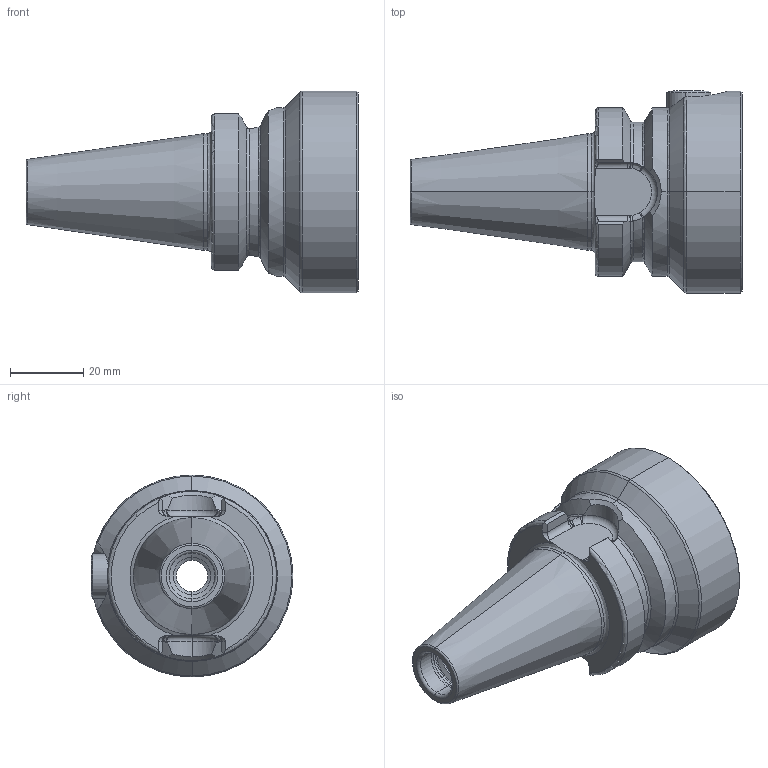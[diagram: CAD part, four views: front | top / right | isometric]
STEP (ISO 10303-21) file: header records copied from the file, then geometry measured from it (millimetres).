
FILE_DESCRIPTION (( 'STEP AP203' ), '1' );
FILE_NAME ('102.312.551.STEP', '2018-03-12T07:48:22', ( 'SWIAdmin' ), ( 'Hewlett-Packard Company' ), 'SwSTEP 2.0', 'SolidWorks 2017', '' );
FILE_SCHEMA (( 'CONFIG_CONTROL_DESIGN' ));
Length unit declared in the file: millimetre
Products named in the file (3): BT3-MB5.K01.042_C; MB5-ER1.001.017_A; 102.312.551
Assembly tree (2 placements, depth 2):
  102.312.551
    BT3-MB5.K01.042_C
    MB5-ER1.001.017_A
Bounding box: 90.4 x 55 x 55 mm (x, y, z)
Volume: 69372.9 mm3; surface area: 20001.7 mm2
Topology: 2 solids, 2 shells, 184 faces, 444 edges, 264 vertices
Faces by surface type: cylinder 54, plane 42, cone 37, torus 33, bspline 18
Entity records: 6483 total; most frequent: CARTESIAN_POINT 2054, ORIENTED_EDGE 884, DIRECTION 870, EDGE_CURVE 442, AXIS2_PLACEMENT_3D 364, VERTEX_POINT 264, CIRCLE 193, EDGE_LOOP 190
